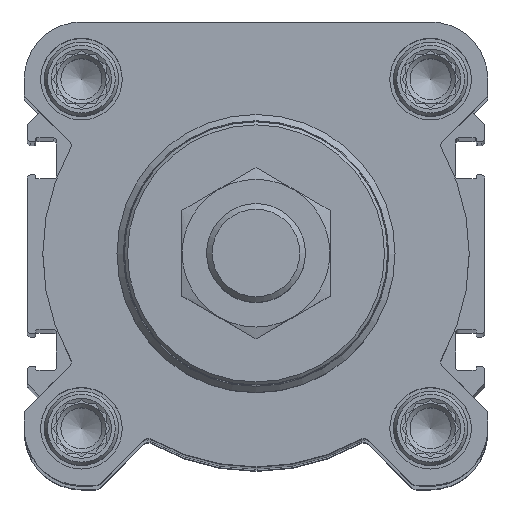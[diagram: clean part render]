
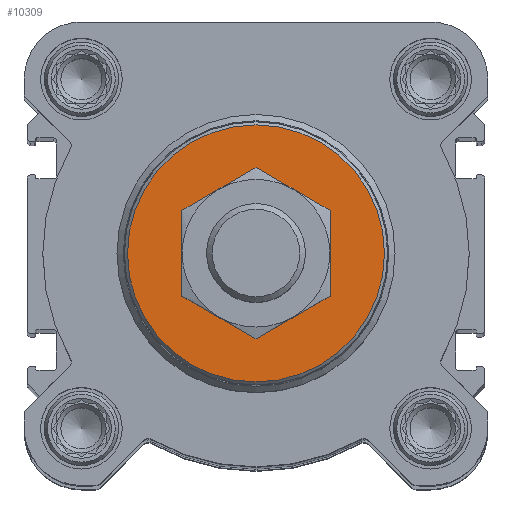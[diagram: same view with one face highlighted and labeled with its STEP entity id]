
A CAD part, top view. The second image highlights one B-rep face of the part: STEP entity #10309.
In plain terms, the highlighted planar face has unit normal (0, 0, 1).
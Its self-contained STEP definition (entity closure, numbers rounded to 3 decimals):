
#1994=PLANE('',#11222);
#2517=CIRCLE('',#11223,20.799);
#2518=CIRCLE('',#11224,10.);
#4280=ORIENTED_EDGE('',*,*,#6555,.F.);
#4281=ORIENTED_EDGE('',*,*,#6556,.T.);
#6555=EDGE_CURVE('',#7808,#7808,#2517,.T.);
#6556=EDGE_CURVE('',#7809,#7809,#2518,.T.);
#7808=VERTEX_POINT('',#17042);
#7809=VERTEX_POINT('',#17044);
#8658=EDGE_LOOP('',(#4280));
#8659=EDGE_LOOP('',(#4281));
#9405=FACE_BOUND('',#8658,.T.);
#9406=FACE_BOUND('',#8659,.T.);
#10309=ADVANCED_FACE('',(#9405,#9406),#1994,.F.);
#11222=AXIS2_PLACEMENT_3D('',#17040,#13213,#13214);
#11223=AXIS2_PLACEMENT_3D('',#17041,#13215,#13216);
#11224=AXIS2_PLACEMENT_3D('',#17043,#13217,#13218);
#13213=DIRECTION('',(0.,0.,-1.));
#13214=DIRECTION('',(-1.,0.,0.));
#13215=DIRECTION('',(0.,0.,-1.));
#13216=DIRECTION('',(-1.,0.,0.));
#13217=DIRECTION('',(0.,0.,-1.));
#13218=DIRECTION('',(-1.,0.,0.));
#17040=CARTESIAN_POINT('',(0.,0.,27.));
#17041=CARTESIAN_POINT('',(0.,0.,27.));
#17042=CARTESIAN_POINT('',(-20.799,0.,27.));
#17043=CARTESIAN_POINT('',(0.,0.,27.));
#17044=CARTESIAN_POINT('',(-10.,0.,27.));
